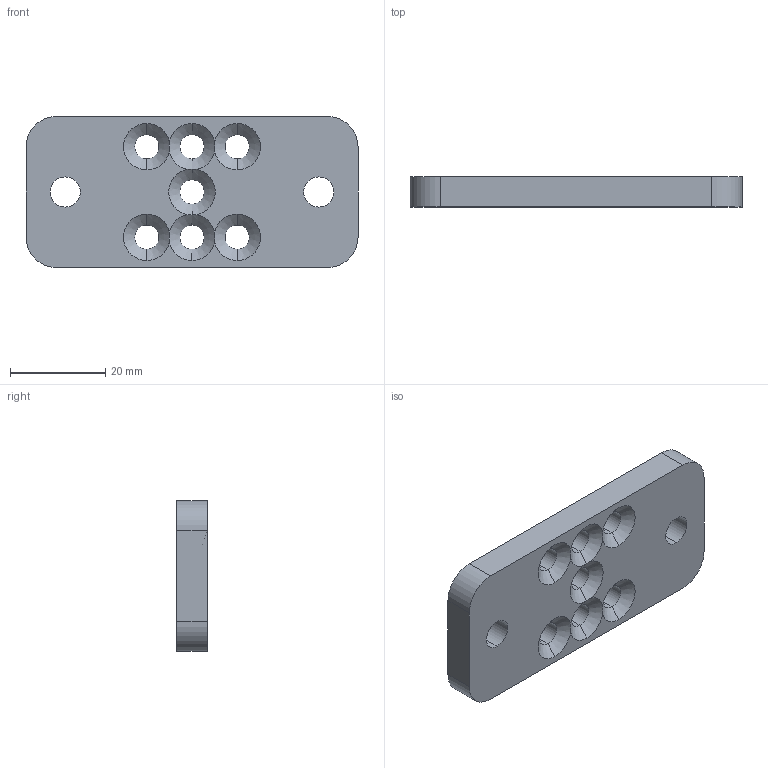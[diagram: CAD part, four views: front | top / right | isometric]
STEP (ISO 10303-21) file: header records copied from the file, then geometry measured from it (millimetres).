
FILE_DESCRIPTION (( 'STEP AP214' ), '1' );
FILE_NAME ('am-2905 REV-21-1032 1in Dual Bearing Plate.STEP', '2014-12-22T15:27:14', ( '' ), ( '' ), 'SwSTEP 2.0', 'SolidWorks 2014', '' );
FILE_SCHEMA (( 'AUTOMOTIVE_DESIGN' ));
Length unit declared in the file: inch
Products named in the file (1): am-2905 REV-21-1032 1in Dual Bearing Plate
Bounding box: 69.85 x 6.35 x 31.75 mm (x, y, z)
Volume: 12215.1 mm3; surface area: 6036.3 mm2
Topology: 1 solids, 1 shells, 42 faces, 122 edges, 76 vertices
Faces by surface type: cylinder 22, cone 14, plane 6
Entity records: 1496 total; most frequent: CARTESIAN_POINT 273, DIRECTION 266, ORIENTED_EDGE 244, EDGE_CURVE 122, AXIS2_PLACEMENT_3D 109, VERTEX_POINT 76, CIRCLE 66, EDGE_LOOP 54
